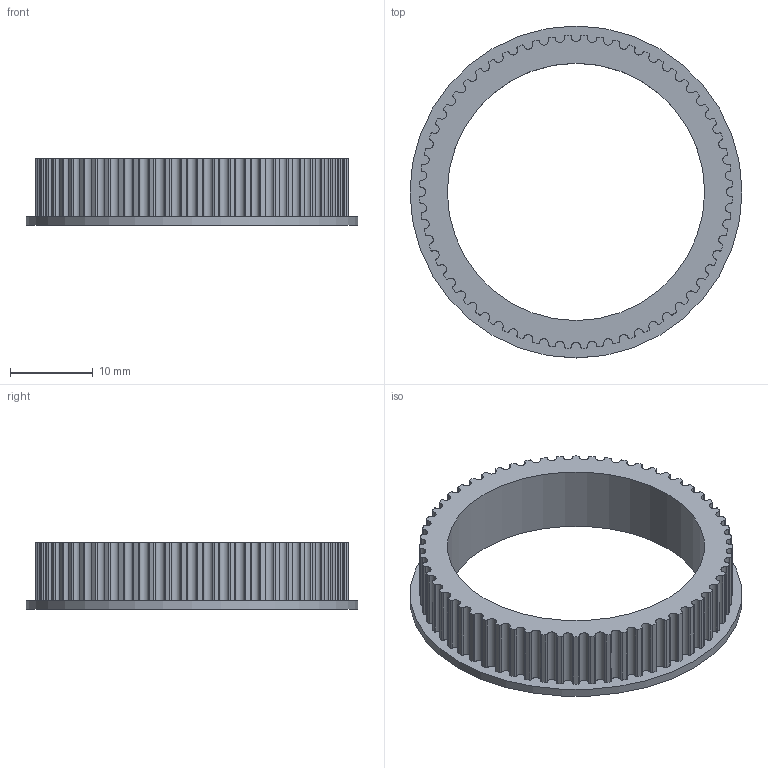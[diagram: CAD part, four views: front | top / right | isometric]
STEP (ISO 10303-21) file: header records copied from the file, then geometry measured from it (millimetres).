
FILE_DESCRIPTION(/* description */ (''),/* implementation_level */ '2;1');
FILE_NAME(/* name */ 'Pully_without sha v2.step',/* time_stamp */ '2024-05-28T16:31:37+02:00',/* author */ (''),/* organization */ (''),/* preprocessor_version */ 'ST-DEVELOPER v20',/* originating_system */ 'Autodesk Translation Framework v13.14.0.145',/* authorisation */ '');
FILE_SCHEMA (('AUTOMOTIVE_DESIGN { 1 0 10303 214 3 1 1 }'));
Length unit declared in the file: millimetre
Products named in the file (1): Pully_without sha
Bounding box: 40 x 40 x 8 mm (x, y, z)
Volume: 2737.5 mm3; surface area: 3104.9 mm2
Topology: 1 solids, 1 shells, 245 faces, 726 edges, 484 vertices
Faces by surface type: cylinder 242, plane 3
Full cylindrical faces by diameter (mm): 31 x1, 40 x1
Entity records: 8541 total; most frequent: DIRECTION 1702, CARTESIAN_POINT 1456, ORIENTED_EDGE 1452, AXIS2_PLACEMENT_3D 730, EDGE_CURVE 726, CIRCLE 484, VERTEX_POINT 484, EDGE_LOOP 248
